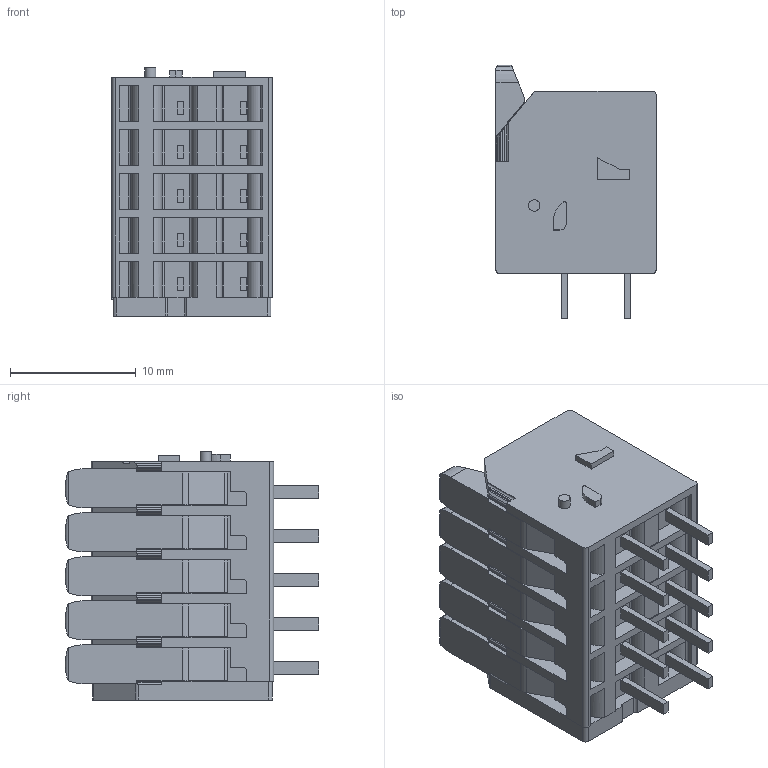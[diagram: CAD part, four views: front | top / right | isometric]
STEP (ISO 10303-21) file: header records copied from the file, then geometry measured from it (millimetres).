
FILE_DESCRIPTION(/* description */ ('STEP AP214'),/* implementation_level */ '2;1');
FILE_NAME(/* name */ '2601-3105',/* time_stamp */ '2024-07-08T10:27:40+02:00',/* author */ ('License CC BY-ND 4.0'),/* organization */ ('CADENAS'),/* preprocessor_version */ 'ST-DEVELOPER v19.3',/* originating_system */ 'PARTsolutions',/* authorisation */ ' ');
FILE_SCHEMA (('AUTOMOTIVE_DESIGN {1 0 10303 214 3 1 1}'));
Length unit declared in the file: millimetre
Products named in the file (1): 2601-3105
Bounding box: 12.75 x 20.18 x 19.75 mm (x, y, z)
Volume: 3117.7 mm3; surface area: 2648.6 mm2
Topology: 1 solids, 1 shells, 666 faces, 1866 edges, 1240 vertices
Faces by surface type: plane 397, cylinder 269
Full cylindrical faces by diameter (mm): 0.9 x1
Entity records: 26189 total; most frequent: CARTESIAN_POINT 3895, ORIENTED_EDGE 3730, DIRECTION 3670, EDGE_CURVE 1865, LINE 1312, VECTOR 1312, VERTEX_POINT 1240, AXIS2_PLACEMENT_3D 1179
